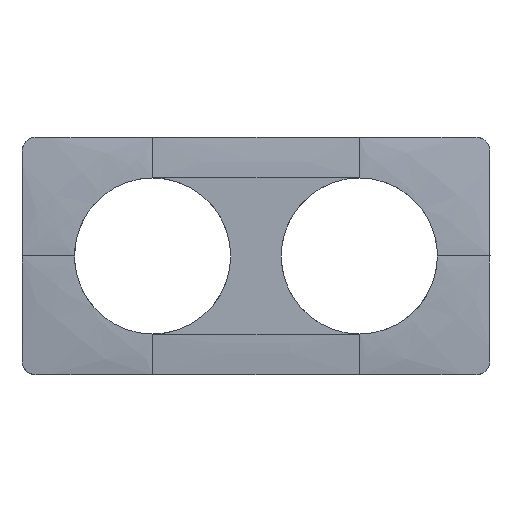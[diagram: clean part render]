
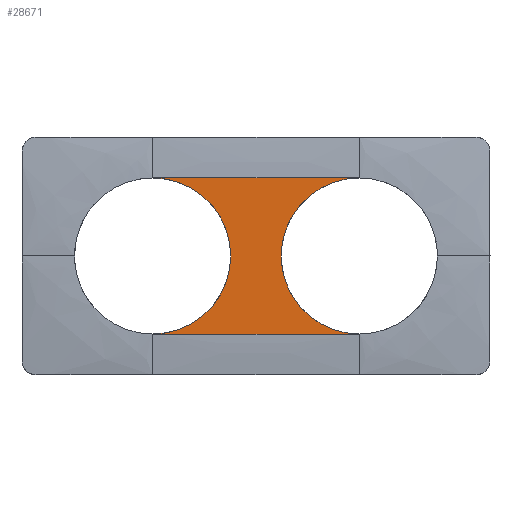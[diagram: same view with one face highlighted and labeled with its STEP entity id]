
A CAD part, top view. The second image highlights one B-rep face of the part: STEP entity #28671.
In plain terms, the highlighted planar face has unit normal (0, 0, -1).
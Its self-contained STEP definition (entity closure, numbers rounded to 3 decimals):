
#109=AXIS2_PLACEMENT_3D('Circle Axis2P3D',#107,#108,$) ;
#28656=AXIS2_PLACEMENT_3D('Plane Axis2P3D',#28653,#28654,#28655) ;
#28660=AXIS2_PLACEMENT_3D('Circle Axis2P3D',#28658,#28659,$) ;
#104=CARTESIAN_POINT('Vertex',(26.8,0.,8.7)) ;
#107=CARTESIAN_POINT('Axis2P3D Location',(0.,0.,8.7)) ;
#111=CARTESIAN_POINT('Vertex',(0.,-26.8,8.7)) ;
#2802=CARTESIAN_POINT('Vertex',(0.,26.8,8.7)) ;
#2979=CARTESIAN_POINT('Line Origine',(27.993,26.8,8.7)) ;
#2983=CARTESIAN_POINT('Vertex',(71.,26.8,8.7)) ;
#5282=CARTESIAN_POINT('Vertex',(44.2,0.,8.7)) ;
#5286=CARTESIAN_POINT('Control Point',(71.,26.8,8.7)) ;
#5287=CARTESIAN_POINT('Control Point',(69.476,26.8,8.701)) ;
#5288=CARTESIAN_POINT('Control Point',(67.953,26.692,8.698)) ;
#5289=CARTESIAN_POINT('Control Point',(66.439,26.475,8.701)) ;
#5290=CARTESIAN_POINT('Control Point',(63.951,25.936,8.7)) ;
#5291=CARTESIAN_POINT('Control Point',(61.547,25.108,8.7)) ;
#5292=CARTESIAN_POINT('Control Point',(60.601,24.732,8.7)) ;
#5293=CARTESIAN_POINT('Control Point',(57.821,23.468,8.7)) ;
#5294=CARTESIAN_POINT('Control Point',(55.239,21.819,8.699)) ;
#5295=CARTESIAN_POINT('Control Point',(53.628,20.559,8.7)) ;
#5296=CARTESIAN_POINT('Control Point',(50.663,17.749,8.7)) ;
#5297=CARTESIAN_POINT('Control Point',(48.28,14.431,8.7)) ;
#5298=CARTESIAN_POINT('Control Point',(47.249,12.664,8.7)) ;
#5299=CARTESIAN_POINT('Control Point',(45.629,9.157,8.7)) ;
#5300=CARTESIAN_POINT('Control Point',(44.66,5.421,8.7)) ;
#5301=CARTESIAN_POINT('Control Point',(44.353,3.626,8.698)) ;
#5302=CARTESIAN_POINT('Control Point',(44.2,1.813,8.7)) ;
#5303=CARTESIAN_POINT('Control Point',(44.2,0.,8.7)) ;
#25715=CARTESIAN_POINT('Vertex',(71.,-26.8,8.7)) ;
#25719=CARTESIAN_POINT('Control Point',(71.,-26.8,8.7)) ;
#25720=CARTESIAN_POINT('Control Point',(69.476,-26.8,8.701)) ;
#25721=CARTESIAN_POINT('Control Point',(67.953,-26.692,8.698)) ;
#25722=CARTESIAN_POINT('Control Point',(66.439,-26.475,8.701)) ;
#25723=CARTESIAN_POINT('Control Point',(63.951,-25.936,8.7)) ;
#25724=CARTESIAN_POINT('Control Point',(61.547,-25.108,8.7)) ;
#25725=CARTESIAN_POINT('Control Point',(60.601,-24.732,8.7)) ;
#25726=CARTESIAN_POINT('Control Point',(57.821,-23.468,8.7)) ;
#25727=CARTESIAN_POINT('Control Point',(55.239,-21.819,8.699)) ;
#25728=CARTESIAN_POINT('Control Point',(53.628,-20.559,8.7)) ;
#25729=CARTESIAN_POINT('Control Point',(50.663,-17.749,8.7)) ;
#25730=CARTESIAN_POINT('Control Point',(48.28,-14.431,8.7)) ;
#25731=CARTESIAN_POINT('Control Point',(47.249,-12.664,8.7)) ;
#25732=CARTESIAN_POINT('Control Point',(45.629,-9.157,8.7)) ;
#25733=CARTESIAN_POINT('Control Point',(44.66,-5.421,8.7)) ;
#25734=CARTESIAN_POINT('Control Point',(44.353,-3.626,8.698)) ;
#25735=CARTESIAN_POINT('Control Point',(44.2,-1.813,8.7)) ;
#25736=CARTESIAN_POINT('Control Point',(44.2,0.,8.7)) ;
#28613=CARTESIAN_POINT('Line Origine',(27.993,-26.8,8.7)) ;
#28653=CARTESIAN_POINT('Axis2P3D Location',(71.,26.8,8.7)) ;
#28658=CARTESIAN_POINT('Axis2P3D Location',(0.,0.,8.7)) ;
#108=DIRECTION('Axis2P3D Direction',(0.,0.,1.)) ;
#2980=DIRECTION('Vector Direction',(-1.,0.,0.)) ;
#28614=DIRECTION('Vector Direction',(-1.,0.,0.)) ;
#28654=DIRECTION('Axis2P3D Direction',(-0.,-0.,-1.)) ;
#28655=DIRECTION('Axis2P3D XDirection',(0.,-1.,0.)) ;
#28659=DIRECTION('Axis2P3D Direction',(-0.,-0.,-1.)) ;
#2981=VECTOR('Line Direction',#2980,1.) ;
#28615=VECTOR('Line Direction',#28614,1.) ;
#28664=ORIENTED_EDGE('',*,*,#28617,.T.) ;
#28665=ORIENTED_EDGE('',*,*,#113,.F.) ;
#28666=ORIENTED_EDGE('',*,*,#28662,.F.) ;
#28667=ORIENTED_EDGE('',*,*,#2985,.F.) ;
#28668=ORIENTED_EDGE('',*,*,#5304,.T.) ;
#28669=ORIENTED_EDGE('',*,*,#25737,.T.) ;
#28671=ADVANCED_FACE('Surface.1',(#28670),#28657,.T.) ;
#5285=B_SPLINE_CURVE_WITH_KNOTS('',5,(#5286,#5287,#5288,#5289,#5290,#5291,#5292,#5293,#5294,#5295,#5296,#5297,#5298,#5299,#5300,#5301,#5302,#5303),.UNSPECIFIED.,.F.,.U.,(6,3,3,3,3,6),(7.181,17.949,25.135,39.514,53.891,66.701),.UNSPECIFIED.) ;
#25718=B_SPLINE_CURVE_WITH_KNOTS('',5,(#25719,#25720,#25721,#25722,#25723,#25724,#25725,#25726,#25727,#25728,#25729,#25730,#25731,#25732,#25733,#25734,#25735,#25736),.UNSPECIFIED.,.F.,.U.,(6,3,3,3,3,6),(7.181,17.949,25.135,39.514,53.891,66.701),.UNSPECIFIED.) ;
#110=CIRCLE('generated circle',#109,26.8) ;
#28661=CIRCLE('generated circle',#28660,26.8) ;
#113=EDGE_CURVE('',#105,#112,#110,.F.) ;
#2985=EDGE_CURVE('',#2984,#2803,#2982,.T.) ;
#5304=EDGE_CURVE('',#2984,#5283,#5285,.T.) ;
#25737=EDGE_CURVE('',#5283,#25716,#25718,.F.) ;
#28617=EDGE_CURVE('',#25716,#112,#28616,.T.) ;
#28662=EDGE_CURVE('',#2803,#105,#28661,.T.) ;
#28663=EDGE_LOOP('',(#28664,#28665,#28666,#28667,#28668,#28669)) ;
#28670=FACE_OUTER_BOUND('',#28663,.T.) ;
#2982=LINE('Line',#2979,#2981) ;
#28616=LINE('Line',#28613,#28615) ;
#28657=PLANE('',#28656) ;
#105=VERTEX_POINT('',#104) ;
#112=VERTEX_POINT('',#111) ;
#2803=VERTEX_POINT('',#2802) ;
#2984=VERTEX_POINT('',#2983) ;
#5283=VERTEX_POINT('',#5282) ;
#25716=VERTEX_POINT('',#25715) ;
